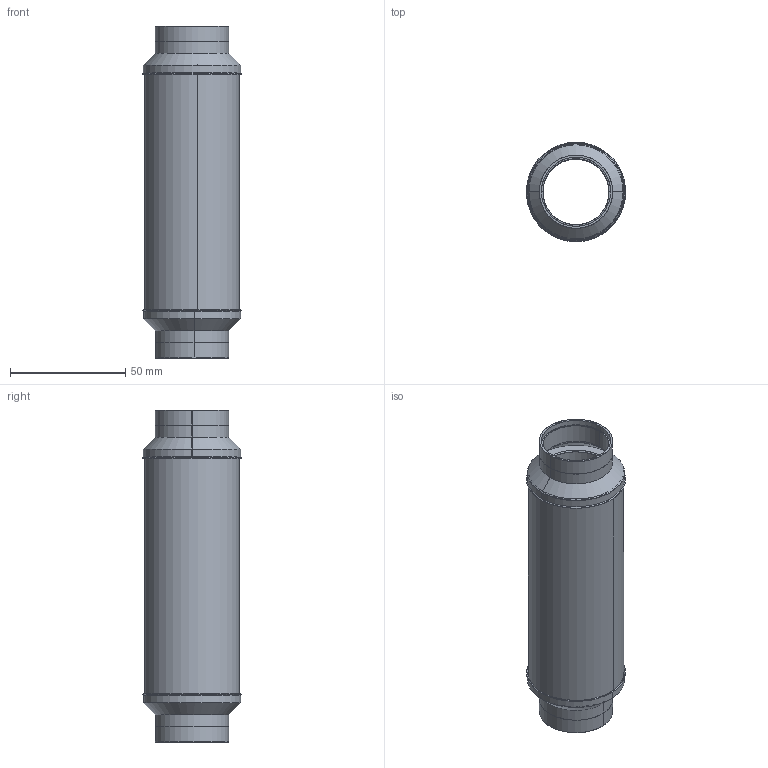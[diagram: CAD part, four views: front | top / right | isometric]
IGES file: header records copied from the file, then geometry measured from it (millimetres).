
Start section: SolidWorks IGES file using analytic representation for surfaces
Global section: file name: 17199-03-W.IGS; native system: SolidWorks 2014; preprocessor: SolidWorks 2014; author: Lee Sanders; date: 150323.081931; units: inch
Bounding box: 43.08 x 43.08 x 144.02 mm (x, y, z)
Surface area: 38419.3 mm2 (no closed solid volume)
Topology: 0 solids, 0 shells, 78 faces, 1552 edges, 1552 vertices
Faces by surface type: revolution 60, bspline 18
